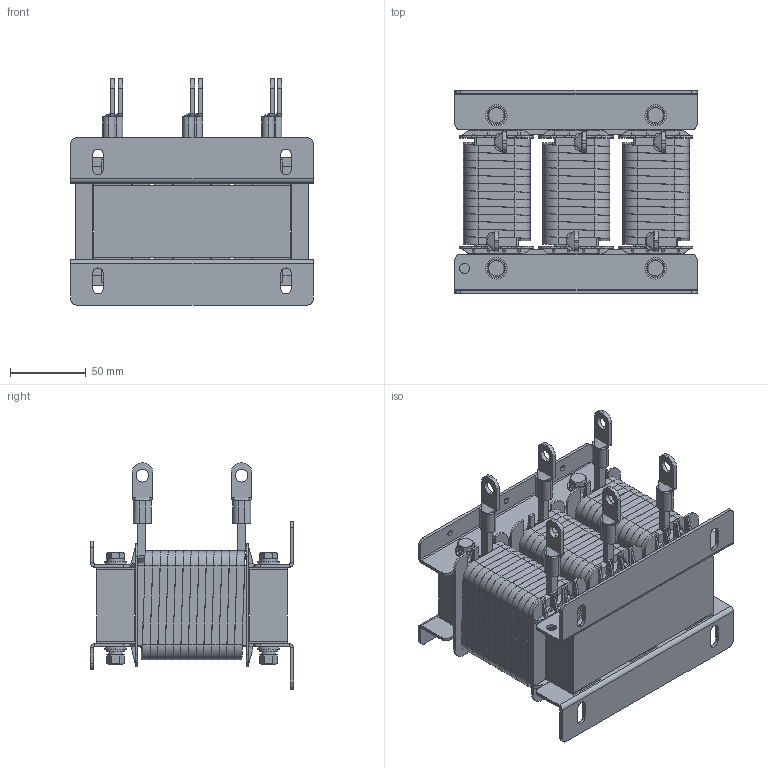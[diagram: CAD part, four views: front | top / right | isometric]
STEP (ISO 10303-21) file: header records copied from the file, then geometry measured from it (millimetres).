
FILE_DESCRIPTION (( 'STEP AP214' ), '1' );
FILE_NAME ('軞蚾饜极25-50-75.STEP', '2025-05-05T08:04:54', ( '' ), ( '' ), 'SwSTEP 2.0', 'SolidWorks 2024', '' );
FILE_SCHEMA (( 'AUTOMOTIVE_DESIGN' ));
Length unit declared in the file: millimetre
Products named in the file (15): 1型六角螺母-GBT41_M6; 扼铁130-47.5; 骨架25-50-75; 六角头螺栓-GBT5782_M6X70; 接线鼻JG16-8; 柱铁25-75-47.5; 平垫圈_C级-GBT95_6; 铝拉板126-25-1.5; 下支架 160-26-30-2; 线圈装配体25-50-75; 标准型弹簧垫圈-GBT93_6; 线圈25-50-75; 上支架 160-26-17-2; 绝缘垫-6; 总装配体25-50-75
Assembly tree (50 placements, depth 3):
  总装配体25-50-75
    扼铁130-47.5  x2
    铝拉板126-25-1.5  x6
    下支架 160-26-30-2  x2
    绝缘垫-6  x8
    平垫圈_C级-GBT95_6  x8
    六角头螺栓-GBT5782_M6X70  x4
    标准型弹簧垫圈-GBT93_6  x4
    1型六角螺母-GBT41_M6  x4
    柱铁25-75-47.5  x3
    线圈装配体25-50-75  x3
      骨架25-50-75
      线圈25-50-75
      接线鼻JG16-8
    上支架 160-26-17-2  x2
Bounding box: 160 x 134 x 149.25 mm (x, y, z)
Volume: 991195.1 mm3; surface area: 484426.2 mm2
Topology: 55 solids, 55 shells, 1968 faces, 5262 edges, 3414 vertices
Faces by surface type: plane 1162, cylinder 694, cone 72, bspline 24, torus 16
Entity records: 25931 total; most frequent: CARTESIAN_POINT 10906, ORIENTED_EDGE 3230, DIRECTION 2668, EDGE_CURVE 1615, VERTEX_POINT 1046, VECTOR 904, LINE 904, AXIS2_PLACEMENT_3D 882
